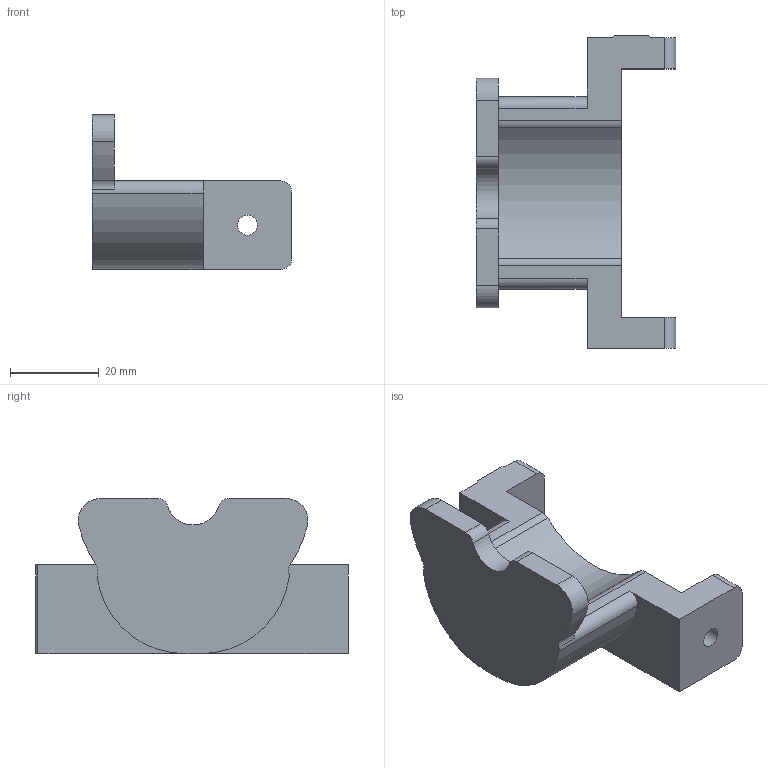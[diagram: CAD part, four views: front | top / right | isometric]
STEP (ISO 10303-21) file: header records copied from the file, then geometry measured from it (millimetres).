
FILE_DESCRIPTION(/* description */ (''),/* implementation_level */ '2;1');
FILE_NAME(/* name */ 'Standoff and Syringe Holder Opp.step',/* time_stamp */ '2018-02-17T17:16:09-05:00',/* author */ ('oliver.lewis.art'),/* organization */ (''),/* preprocessor_version */ 'ST-DEVELOPER v16.13',/* originating_system */ 'Autodesk Translation Framework v6.5.0.72',/* authorisation */ '');
FILE_SCHEMA (('AUTOMOTIVE_DESIGN { 1 0 10303 214 3 1 1 }'));
Length unit declared in the file: millimetre
Products named in the file (1): Standoff and Syringe Holder Opp
Bounding box: 45 x 70.5 x 35 mm (x, y, z)
Volume: 30779.3 mm3; surface area: 10059.7 mm2
Topology: 1 solids, 1 shells, 50 faces, 145 edges, 97 vertices
Faces by surface type: cylinder 28, plane 20, bspline 2
Full cylindrical faces by diameter (mm): 4.5 x2
Entity records: 1847 total; most frequent: CARTESIAN_POINT 433, DIRECTION 300, ORIENTED_EDGE 290, EDGE_CURVE 145, AXIS2_PLACEMENT_3D 108, VERTEX_POINT 97, LINE 84, VECTOR 84
